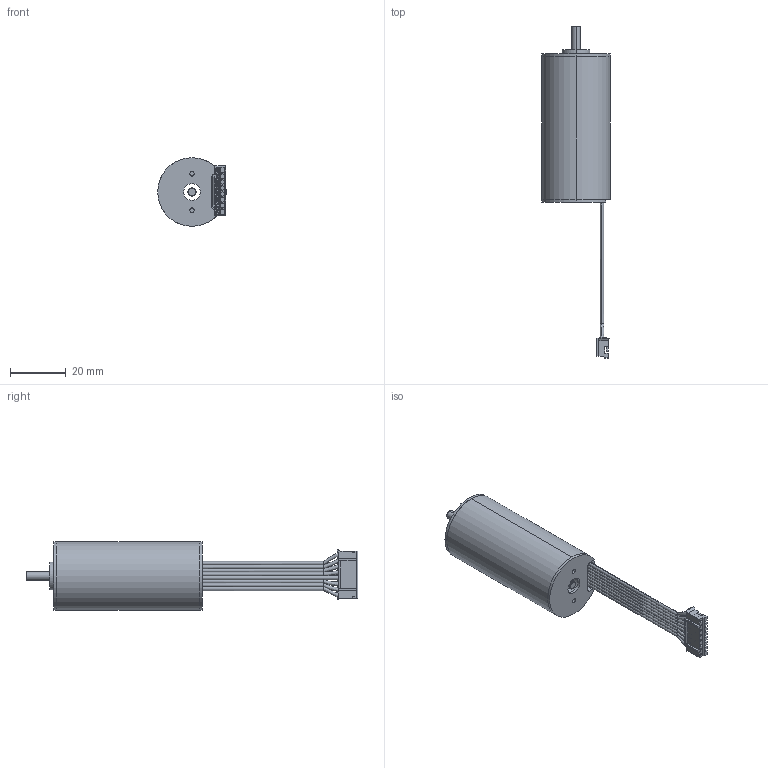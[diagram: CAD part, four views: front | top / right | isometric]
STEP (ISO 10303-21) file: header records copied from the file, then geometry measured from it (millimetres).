
FILE_DESCRIPTION (( 'STEP AP203' ), '1' );
FILE_NAME ('EC2453S.STEP', '2016-12-27T01:41:34', ( 'Sky123.Org' ), ( 'Sky123.Org' ), 'SwSTEP 2.0', 'SolidWorks 2013', '' );
FILE_SCHEMA (( 'CONFIG_CONTROL_DESIGN' ));
Length unit declared in the file: millimetre
Products named in the file (6): 01.02.0125 綴傷裔; 01.10.0313 粣; 01.14.0065 傷赽盄; EC2453S; 01.07.0009 儂褲; 01.01.0098 ヶ傷裔
Assembly tree (5 placements, depth 2):
  EC2453S
    01.07.0009 儂褲
    01.01.0098 ヶ傷裔
    01.02.0125 綴傷裔
    01.10.0313 粣
    01.14.0065 傷赽盄
Bounding box: 24.5 x 118.77 x 24.5 mm (x, y, z)
Volume: 7440.8 mm3; surface area: 14609.7 mm2
Topology: 4 solids, 30 shells, 487 faces, 1546 edges, 1043 vertices
Faces by surface type: plane 344, cylinder 113, cone 16, bspline 14
Entity records: 18089 total; most frequent: CARTESIAN_POINT 3914, DIRECTION 2693, ORIENTED_EDGE 2676, EDGE_CURVE 1546, LINE 1263, VECTOR 1263, VERTEX_POINT 1043, AXIS2_PLACEMENT_3D 715
